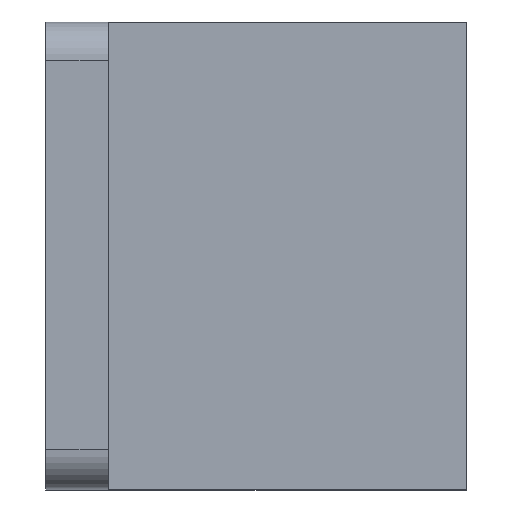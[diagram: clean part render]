
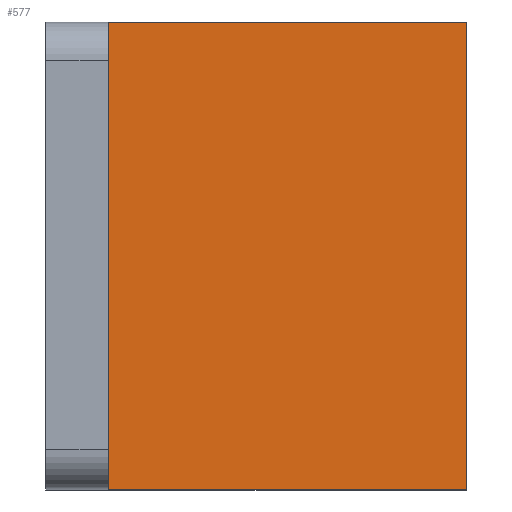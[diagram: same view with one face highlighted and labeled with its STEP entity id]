
A CAD part, top view. The second image highlights one B-rep face of the part: STEP entity #577.
In plain terms, the highlighted planar face has unit normal (0, 0, 1).
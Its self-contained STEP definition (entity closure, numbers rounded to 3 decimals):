
#32 = PLANE('',#33);
#33 = AXIS2_PLACEMENT_3D('',#34,#35,#36);
#34 = CARTESIAN_POINT('',(-4.,-30.,-40.));
#35 = DIRECTION('',(0.,1.,0.));
#36 = DIRECTION('',(0.,0.,1.));
#85 = VERTEX_POINT('',#86);
#86 = CARTESIAN_POINT('',(4.,-30.,-32.));
#100 = PLANE('',#101);
#101 = AXIS2_PLACEMENT_3D('',#102,#103,#104);
#102 = CARTESIAN_POINT('',(4.,-30.,-40.));
#103 = DIRECTION('',(1.,0.,0.));
#104 = DIRECTION('',(0.,0.,1.));
#112 = EDGE_CURVE('',#85,#113,#115,.T.);
#113 = VERTEX_POINT('',#114);
#114 = CARTESIAN_POINT('',(50.,-30.,-32.));
#115 = SURFACE_CURVE('',#116,(#120,#127),.PCURVE_S1.);
#116 = LINE('',#117,#118);
#117 = CARTESIAN_POINT('',(0.,-30.,-32.));
#118 = VECTOR('',#119,1.);
#119 = DIRECTION('',(1.,0.,0.));
#120 = PCURVE('',#32,#121);
#121 = DEFINITIONAL_REPRESENTATION('',(#122),#126);
#122 = LINE('',#123,#124);
#123 = CARTESIAN_POINT('',(8.,4.));
#124 = VECTOR('',#125,1.);
#125 = DIRECTION('',(0.,1.));
#126 = ( GEOMETRIC_REPRESENTATION_CONTEXT(2) 
PARAMETRIC_REPRESENTATION_CONTEXT() REPRESENTATION_CONTEXT('2D SPACE',''
  ) );
#127 = PCURVE('',#128,#133);
#128 = PLANE('',#129);
#129 = AXIS2_PLACEMENT_3D('',#130,#131,#132);
#130 = CARTESIAN_POINT('',(0.,-30.,-32.));
#131 = DIRECTION('',(0.,0.,1.));
#132 = DIRECTION('',(1.,0.,0.));
#133 = DEFINITIONAL_REPRESENTATION('',(#134),#138);
#134 = LINE('',#135,#136);
#135 = CARTESIAN_POINT('',(0.,0.));
#136 = VECTOR('',#137,1.);
#137 = DIRECTION('',(1.,0.));
#138 = ( GEOMETRIC_REPRESENTATION_CONTEXT(2) 
PARAMETRIC_REPRESENTATION_CONTEXT() REPRESENTATION_CONTEXT('2D SPACE',''
  ) );
#156 = PLANE('',#157);
#157 = AXIS2_PLACEMENT_3D('',#158,#159,#160);
#158 = CARTESIAN_POINT('',(50.,-30.,-40.));
#159 = DIRECTION('',(1.,0.,0.));
#160 = DIRECTION('',(0.,0.,1.));
#237 = PLANE('',#238);
#238 = AXIS2_PLACEMENT_3D('',#239,#240,#241);
#239 = CARTESIAN_POINT('',(-4.,30.,-40.));
#240 = DIRECTION('',(0.,1.,0.));
#241 = DIRECTION('',(0.,0.,1.));
#439 = EDGE_CURVE('',#440,#85,#442,.T.);
#440 = VERTEX_POINT('',#441);
#441 = CARTESIAN_POINT('',(4.,30.,-32.));
#442 = SURFACE_CURVE('',#443,(#447,#453),.PCURVE_S1.);
#443 = LINE('',#444,#445);
#444 = CARTESIAN_POINT('',(4.,-30.,-32.));
#445 = VECTOR('',#446,1.);
#446 = DIRECTION('',(0.,-1.,0.));
#447 = PCURVE('',#100,#448);
#448 = DEFINITIONAL_REPRESENTATION('',(#449),#452);
#449 = B_SPLINE_CURVE_WITH_KNOTS('',1,(#450,#451),.UNSPECIFIED.,.F.,.F.,
  (2,2),(-60.,0.),.PIECEWISE_BEZIER_KNOTS.);
#450 = CARTESIAN_POINT('',(8.,-60.));
#451 = CARTESIAN_POINT('',(8.,0.));
#452 = ( GEOMETRIC_REPRESENTATION_CONTEXT(2) 
PARAMETRIC_REPRESENTATION_CONTEXT() REPRESENTATION_CONTEXT('2D SPACE',''
  ) );
#453 = PCURVE('',#128,#454);
#454 = DEFINITIONAL_REPRESENTATION('',(#455),#458);
#455 = B_SPLINE_CURVE_WITH_KNOTS('',1,(#456,#457),.UNSPECIFIED.,.F.,.F.,
  (2,2),(-60.,0.),.PIECEWISE_BEZIER_KNOTS.);
#456 = CARTESIAN_POINT('',(4.,60.));
#457 = CARTESIAN_POINT('',(4.,0.));
#458 = ( GEOMETRIC_REPRESENTATION_CONTEXT(2) 
PARAMETRIC_REPRESENTATION_CONTEXT() REPRESENTATION_CONTEXT('2D SPACE',''
  ) );
#535 = VERTEX_POINT('',#536);
#536 = CARTESIAN_POINT('',(50.,30.,-32.));
#557 = EDGE_CURVE('',#113,#535,#558,.T.);
#558 = SURFACE_CURVE('',#559,(#563,#570),.PCURVE_S1.);
#559 = LINE('',#560,#561);
#560 = CARTESIAN_POINT('',(50.,-30.,-32.));
#561 = VECTOR('',#562,1.);
#562 = DIRECTION('',(0.,1.,0.));
#563 = PCURVE('',#156,#564);
#564 = DEFINITIONAL_REPRESENTATION('',(#565),#569);
#565 = LINE('',#566,#567);
#566 = CARTESIAN_POINT('',(8.,0.));
#567 = VECTOR('',#568,1.);
#568 = DIRECTION('',(0.,-1.));
#569 = ( GEOMETRIC_REPRESENTATION_CONTEXT(2) 
PARAMETRIC_REPRESENTATION_CONTEXT() REPRESENTATION_CONTEXT('2D SPACE',''
  ) );
#570 = PCURVE('',#128,#571);
#571 = DEFINITIONAL_REPRESENTATION('',(#572),#576);
#572 = LINE('',#573,#574);
#573 = CARTESIAN_POINT('',(50.,0.));
#574 = VECTOR('',#575,1.);
#575 = DIRECTION('',(0.,1.));
#576 = ( GEOMETRIC_REPRESENTATION_CONTEXT(2) 
PARAMETRIC_REPRESENTATION_CONTEXT() REPRESENTATION_CONTEXT('2D SPACE',''
  ) );
#577 = ADVANCED_FACE('',(#578),#128,.T.);
#578 = FACE_BOUND('',#579,.T.);
#579 = EDGE_LOOP('',(#580,#601,#602,#603));
#580 = ORIENTED_EDGE('',*,*,#581,.F.);
#581 = EDGE_CURVE('',#440,#535,#582,.T.);
#582 = SURFACE_CURVE('',#583,(#587,#594),.PCURVE_S1.);
#583 = LINE('',#584,#585);
#584 = CARTESIAN_POINT('',(0.,30.,-32.));
#585 = VECTOR('',#586,1.);
#586 = DIRECTION('',(1.,0.,0.));
#587 = PCURVE('',#128,#588);
#588 = DEFINITIONAL_REPRESENTATION('',(#589),#593);
#589 = LINE('',#590,#591);
#590 = CARTESIAN_POINT('',(0.,60.));
#591 = VECTOR('',#592,1.);
#592 = DIRECTION('',(1.,0.));
#593 = ( GEOMETRIC_REPRESENTATION_CONTEXT(2) 
PARAMETRIC_REPRESENTATION_CONTEXT() REPRESENTATION_CONTEXT('2D SPACE',''
  ) );
#594 = PCURVE('',#237,#595);
#595 = DEFINITIONAL_REPRESENTATION('',(#596),#600);
#596 = LINE('',#597,#598);
#597 = CARTESIAN_POINT('',(8.,4.));
#598 = VECTOR('',#599,1.);
#599 = DIRECTION('',(0.,1.));
#600 = ( GEOMETRIC_REPRESENTATION_CONTEXT(2) 
PARAMETRIC_REPRESENTATION_CONTEXT() REPRESENTATION_CONTEXT('2D SPACE',''
  ) );
#601 = ORIENTED_EDGE('',*,*,#439,.T.);
#602 = ORIENTED_EDGE('',*,*,#112,.T.);
#603 = ORIENTED_EDGE('',*,*,#557,.T.);
